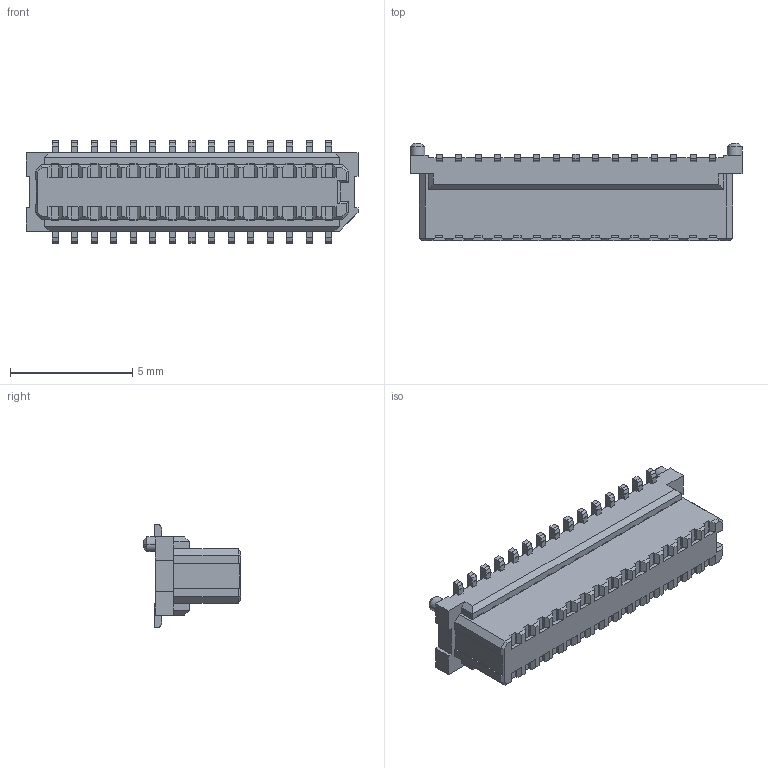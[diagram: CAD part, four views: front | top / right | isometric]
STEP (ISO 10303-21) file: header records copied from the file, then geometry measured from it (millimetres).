
FILE_DESCRIPTION( ('This file contains a STEP AP42 implementation' ,'as created by ZW3D STEP Interface translator.') ,'2;1' );
FILE_NAME( '3612-PXXX-035XXR01.stp' ,'23 320.115224', (''), ('ZWCAD Software Co.'), 'Version 1.0', 'ZW3D to STEP translator', '' );
FILE_SCHEMA(('AUTOMOTIVE_DESIGN { 1 0 10303 214 1 1 1 1 }'));
Length unit declared in the file: millimetre
Products named in the file (2): 0; 3612-PXXX-035XXR01
Bounding box: 13.6 x 4 x 4.2 mm (x, y, z)
Volume: 112.2 mm3; surface area: 253.4 mm2
Topology: 1 solids, 1 shells, 1036 faces, 2956 edges, 1922 vertices
Faces by surface type: plane 786, cylinder 244, cone 6
Entity records: 34523 total; most frequent: CARTESIAN_POINT 5915, ORIENTED_EDGE 5912, DIRECTION 5528, EDGE_CURVE 2956, VECTOR 2458, LINE 2458, VERTEX_POINT 1922, AXIS2_PLACEMENT_3D 1535
